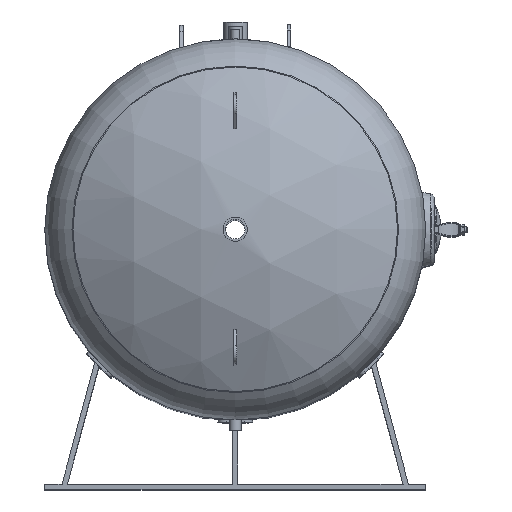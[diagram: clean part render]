
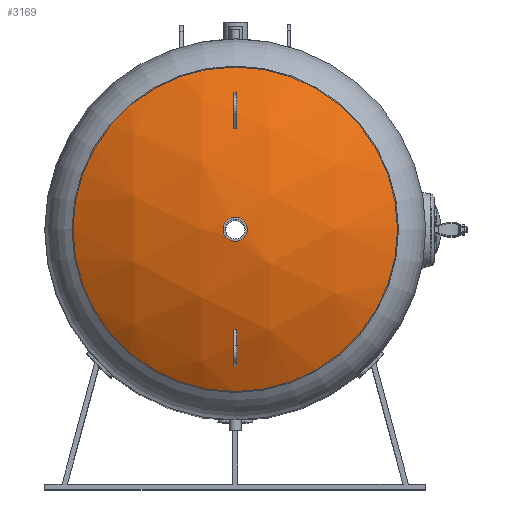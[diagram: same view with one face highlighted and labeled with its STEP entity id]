
A CAD part, top view. The second image highlights one B-rep face of the part: STEP entity #3169.
In plain terms, the highlighted spherical face has radius 880 mm.
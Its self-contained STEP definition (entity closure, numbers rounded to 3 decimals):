
#161=SPHERICAL_SURFACE('',#3430,880.);
#724=CIRCLE('',#3423,35.);
#728=CIRCLE('',#3431,471.331);
#839=FACE_BOUND('',#1205,.T.);
#958=FACE_OUTER_BOUND('',#1204,.T.);
#1204=EDGE_LOOP('',(#2539));
#1205=EDGE_LOOP('',(#2540));
#1579=VERTEX_POINT('',#6240);
#1583=VERTEX_POINT('',#6252);
#1932=EDGE_CURVE('',#1579,#1579,#724,.T.);
#1936=EDGE_CURVE('',#1583,#1583,#728,.T.);
#2539=ORIENTED_EDGE('',*,*,#1936,.F.);
#2540=ORIENTED_EDGE('',*,*,#1932,.T.);
#3169=ADVANCED_FACE('',(#958,#839),#161,.T.);
#3423=AXIS2_PLACEMENT_3D('',#6241,#3982,#3983);
#3430=AXIS2_PLACEMENT_3D('',#6251,#3996,#3997);
#3431=AXIS2_PLACEMENT_3D('',#6253,#3998,#3999);
#3982=DIRECTION('center_axis',(0.,-1.,0.));
#3983=DIRECTION('ref_axis',(-1.,0.,0.));
#3996=DIRECTION('center_axis',(0.,0.,1.));
#3997=DIRECTION('ref_axis',(1.,0.,0.));
#3998=DIRECTION('center_axis',(0.,-1.,0.));
#3999=DIRECTION('ref_axis',(1.,0.,0.));
#6240=CARTESIAN_POINT('',(35.,299.304,0.));
#6241=CARTESIAN_POINT('Origin',(0.,299.304,0.));
#6251=CARTESIAN_POINT('Origin',(0.,-580.,0.));
#6252=CARTESIAN_POINT('',(471.331,163.133,0.));
#6253=CARTESIAN_POINT('Origin',(0.,163.133,0.));
